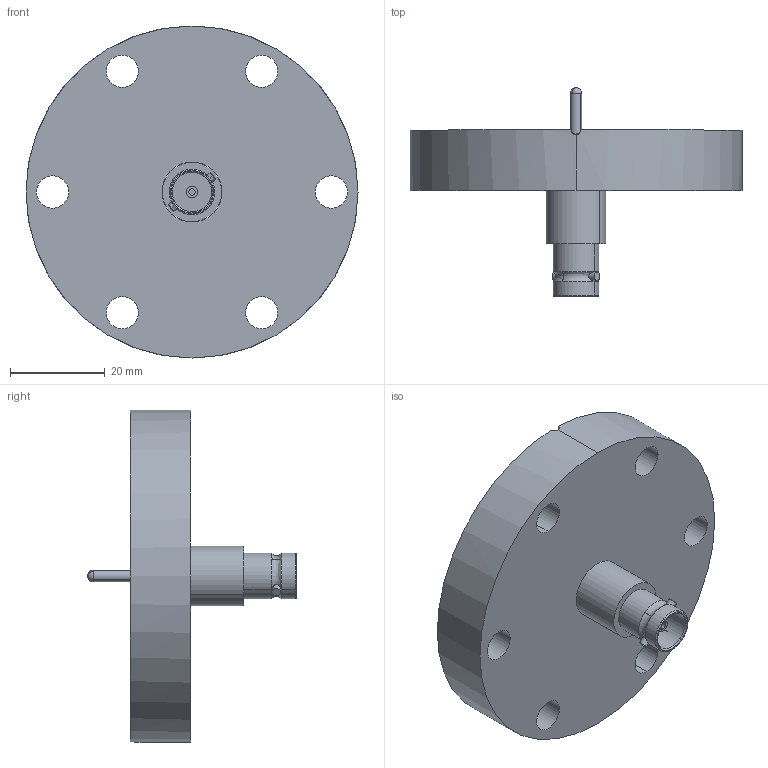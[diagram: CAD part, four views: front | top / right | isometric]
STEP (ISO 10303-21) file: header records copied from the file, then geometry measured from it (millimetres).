
FILE_DESCRIPTION (( 'STEP AP214' ), '1' );
FILE_NAME ('241-BNC-C40.STEP', '2013-08-27T06:10:24', ( 'allectra' ), ( 'Microsoft' ), 'SwSTEP 2.0', 'SolidWorks 2013', '' );
FILE_SCHEMA (( 'AUTOMOTIVE_DESIGN' ));
Length unit declared in the file: millimetre
Products named in the file (3): 241-BNC; 9241-BNC-C40_DN40 CF; 241-BNC-C40
Assembly tree (2 placements, depth 2):
  241-BNC-C40
    9241-BNC-C40_DN40 CF
    241-BNC
Bounding box: 69.9 x 43.94 x 69.9 mm (x, y, z)
Volume: 43807.2 mm3; surface area: 15165.3 mm2
Topology: 4 solids, 4 shells, 80 faces, 195 edges, 126 vertices
Faces by surface type: cylinder 42, plane 22, bspline 10, cone 6
Entity records: 2952 total; most frequent: CARTESIAN_POINT 904, DIRECTION 432, ORIENTED_EDGE 382, EDGE_CURVE 191, AXIS2_PLACEMENT_3D 184, VERTEX_POINT 126, CIRCLE 109, EDGE_LOOP 101
